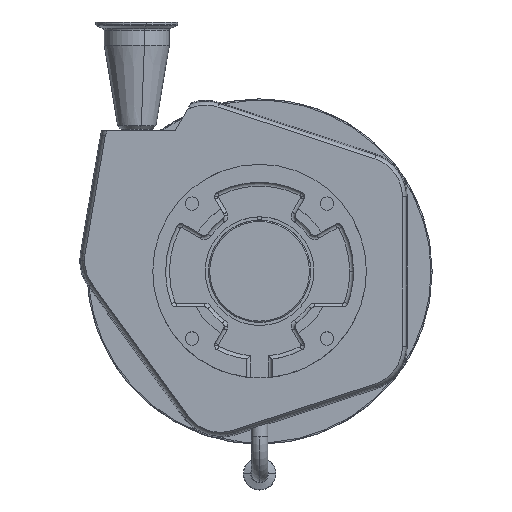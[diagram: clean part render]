
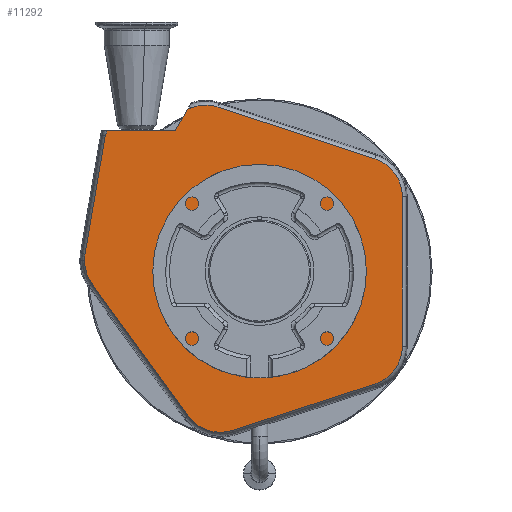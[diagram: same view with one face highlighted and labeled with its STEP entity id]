
A CAD part, top view. The second image highlights one B-rep face of the part: STEP entity #11292.
In plain terms, the highlighted planar face has unit normal (0, 0, 1).
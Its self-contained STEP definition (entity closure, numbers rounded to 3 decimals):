
#5 = VERTEX_POINT ( 'NONE', #11855 ) ;
#35 = DIRECTION ( 'NONE',  ( -1., 0., 0. ) ) ;
#109 = ORIENTED_EDGE ( 'NONE', *, *, #13875, .T. ) ;
#182 = VERTEX_POINT ( 'NONE', #6752 ) ;
#284 = CARTESIAN_POINT ( 'NONE',  ( 55., 0., -141.5 ) ) ;
#617 = CARTESIAN_POINT ( 'NONE',  ( -42.176, 98.881, -141.5 ) ) ;
#1087 = AXIS2_PLACEMENT_3D ( 'NONE', #1241, #9359, #8201 ) ;
#1235 = CIRCLE ( 'NONE', #8247, 31.169 ) ;
#1241 = CARTESIAN_POINT ( 'NONE',  ( -141.268, 339.257, -141.5 ) ) ;
#1251 = CIRCLE ( 'NONE', #13516, 31.169 ) ;
#1269 = DIRECTION ( 'NONE',  ( -0.588, 0.809, 0. ) ) ;
#1275 = CARTESIAN_POINT ( 'NONE',  ( 35.373, 106.16, -141.5 ) ) ;
#1372 = VERTEX_POINT ( 'NONE', #1640 ) ;
#1406 = DIRECTION ( 'NONE',  ( 0., 0., -1. ) ) ;
#1514 = EDGE_CURVE ( 'NONE', #2731, #1372, #1235, .T. ) ;
#1640 = CARTESIAN_POINT ( 'NONE',  ( -32.427, 128.486, -141.5 ) ) ;
#1748 = EDGE_LOOP ( 'NONE', ( #10709, #2916 ) ) ;
#1930 = AXIS2_PLACEMENT_3D ( 'NONE', #13425, #11113, #14637 ) ;
#2391 = CARTESIAN_POINT ( 'NONE',  ( 0., 110., -141.5 ) ) ;
#2456 = CIRCLE ( 'NONE', #5106, 7.141 ) ;
#2473 = CARTESIAN_POINT ( 'NONE',  ( 90.246, 88.09, -141.5 ) ) ;
#2491 = LINE ( 'NONE', #9408, #7824 ) ;
#2708 = CARTESIAN_POINT ( 'NONE',  ( 90.129, -88.128, -141.5 ) ) ;
#2731 = VERTEX_POINT ( 'NONE', #10936 ) ;
#2741 = CARTESIAN_POINT ( 'NONE',  ( 0., 0., -141.5 ) ) ;
#2889 = EDGE_CURVE ( 'NONE', #1372, #4947, #5731, .T. ) ;
#2916 = ORIENTED_EDGE ( 'NONE', *, *, #3466, .F. ) ;
#3132 = VERTEX_POINT ( 'NONE', #7621 ) ;
#3386 = CIRCLE ( 'NONE', #11809, 31.169 ) ;
#3393 = VECTOR ( 'NONE', #10306, 1000. ) ;
#3466 = EDGE_CURVE ( 'NONE', #5, #10224, #14082, .T. ) ;
#3534 = DIRECTION ( 'NONE',  ( 1., 0., 0. ) ) ;
#3570 = PLANE ( 'NONE',  #5936 ) ;
#3576 = DIRECTION ( 'NONE',  ( 0., 0., -1. ) ) ;
#3622 = DIRECTION ( 'NONE',  ( 0., 0., 1. ) ) ;
#3661 = ORIENTED_EDGE ( 'NONE', *, *, #2889, .F. ) ;
#3706 = VERTEX_POINT ( 'NONE', #14719 ) ;
#3708 = ORIENTED_EDGE ( 'NONE', *, *, #5541, .F. ) ;
#3735 = EDGE_CURVE ( 'NONE', #3706, #2731, #13606, .T. ) ;
#3747 = DIRECTION ( 'NONE',  ( 1., 0., 0. ) ) ;
#3809 = EDGE_CURVE ( 'NONE', #3132, #13294, #5938, .T. ) ;
#4212 = LINE ( 'NONE', #13625, #6637 ) ;
#4350 = ORIENTED_EDGE ( 'NONE', *, *, #3809, .F. ) ;
#4404 = CARTESIAN_POINT ( 'NONE',  ( -21.115, -124.274, -141.5 ) ) ;
#4524 = ORIENTED_EDGE ( 'NONE', *, *, #3735, .F. ) ;
#4542 = LINE ( 'NONE', #13790, #3393 ) ;
#4753 = VERTEX_POINT ( 'NONE', #5727 ) ;
#4791 = EDGE_CURVE ( 'NONE', #182, #4753, #2456, .T. ) ;
#4831 = DIRECTION ( 'NONE',  ( 1., 0., 0. ) ) ;
#4847 = EDGE_CURVE ( 'NONE', #5340, #11838, #1251, .T. ) ;
#4923 = VERTEX_POINT ( 'NONE', #9310 ) ;
#4947 = VERTEX_POINT ( 'NONE', #2473 ) ;
#5106 = AXIS2_PLACEMENT_3D ( 'NONE', #14821, #5492, #9153 ) ;
#5180 = VERTEX_POINT ( 'NONE', #7988 ) ;
#5340 = VERTEX_POINT ( 'NONE', #6015 ) ;
#5458 = CARTESIAN_POINT ( 'NONE',  ( 80.497, 58.485, -141.5 ) ) ;
#5492 = DIRECTION ( 'NONE',  ( 0., 0., -1. ) ) ;
#5495 = ORIENTED_EDGE ( 'NONE', *, *, #8302, .F. ) ;
#5539 = DIRECTION ( 'NONE',  ( 0., 0., -1. ) ) ;
#5541 = EDGE_CURVE ( 'NONE', #12204, #5180, #10356, .T. ) ;
#5727 = CARTESIAN_POINT ( 'NONE',  ( -118.603, 110., -141.5 ) ) ;
#5731 = LINE ( 'NONE', #1275, #13463 ) ;
#5746 = FACE_OUTER_BOUND ( 'NONE', #11661, .T. ) ;
#5794 = LINE ( 'NONE', #2391, #12928 ) ;
#5936 = AXIS2_PLACEMENT_3D ( 'NONE', #13869, #12817, #12953 ) ;
#5938 = CIRCLE ( 'NONE', #9808, 31.169 ) ;
#6015 = CARTESIAN_POINT ( 'NONE',  ( -136.828, 8.501, -141.5 ) ) ;
#6082 = EDGE_CURVE ( 'NONE', #13294, #6277, #6819, .T. ) ;
#6098 = DIRECTION ( 'NONE',  ( 0., 0., -1. ) ) ;
#6155 = EDGE_CURVE ( 'NONE', #10037, #3132, #2491, .T. ) ;
#6176 = CARTESIAN_POINT ( 'NONE',  ( 80.497, -58.485, -141.5 ) ) ;
#6277 = VERTEX_POINT ( 'NONE', #10729 ) ;
#6458 = EDGE_CURVE ( 'NONE', #3706, #4923, #4212, .T. ) ;
#6472 = DIRECTION ( 'NONE',  ( 1., 0., 0. ) ) ;
#6637 = VECTOR ( 'NONE', #14897, 1000. ) ;
#6748 = EDGE_CURVE ( 'NONE', #10224, #5, #8244, .T. ) ;
#6752 = CARTESIAN_POINT ( 'NONE',  ( -120.629, 106.114, -141.5 ) ) ;
#6807 = ORIENTED_EDGE ( 'NONE', *, *, #6082, .F. ) ;
#6819 = LINE ( 'NONE', #4404, #14054 ) ;
#6891 = ORIENTED_EDGE ( 'NONE', *, *, #6458, .T. ) ;
#7621 = CARTESIAN_POINT ( 'NONE',  ( 111.666, -58.485, -141.5 ) ) ;
#7824 = VECTOR ( 'NONE', #11910, 1000. ) ;
#7988 = CARTESIAN_POINT ( 'NONE',  ( -130.877, -9.817, -141.5 ) ) ;
#7991 = CARTESIAN_POINT ( 'NONE',  ( -55.966, -112.948, -141.5 ) ) ;
#8181 = FACE_BOUND ( 'NONE', #1748, .T. ) ;
#8201 = DIRECTION ( 'NONE',  ( -1., 0., 0. ) ) ;
#8244 = CIRCLE ( 'NONE', #12302, 55. ) ;
#8247 = AXIS2_PLACEMENT_3D ( 'NONE', #617, #5539, #6472 ) ;
#8302 = EDGE_CURVE ( 'NONE', #5180, #5340, #3386, .T. ) ;
#8521 = DIRECTION ( 'NONE',  ( 1., 0., 0. ) ) ;
#8576 = EDGE_CURVE ( 'NONE', #4947, #10037, #13686, .T. ) ;
#9058 = EDGE_CURVE ( 'NONE', #11838, #182, #4542, .T. ) ;
#9153 = DIRECTION ( 'NONE',  ( 1., 0., 0. ) ) ;
#9157 = DIRECTION ( 'NONE',  ( 0.95, -0.313, 0. ) ) ;
#9229 = DIRECTION ( 'NONE',  ( 1., 0., 0. ) ) ;
#9310 = CARTESIAN_POINT ( 'NONE',  ( -66., 110., -141.5 ) ) ;
#9322 = AXIS2_PLACEMENT_3D ( 'NONE', #2741, #10764, #3747 ) ;
#9359 = DIRECTION ( 'NONE',  ( 0., 0., 1. ) ) ;
#9371 = ORIENTED_EDGE ( 'NONE', *, *, #8576, .F. ) ;
#9408 = CARTESIAN_POINT ( 'NONE',  ( 111.666, -94.63, -141.5 ) ) ;
#9641 = AXIS2_PLACEMENT_3D ( 'NONE', #5458, #3576, #13874 ) ;
#9663 = EDGE_CURVE ( 'NONE', #6277, #12204, #13229, .T. ) ;
#9762 = ORIENTED_EDGE ( 'NONE', *, *, #9663, .F. ) ;
#9774 = ORIENTED_EDGE ( 'NONE', *, *, #6155, .F. ) ;
#9808 = AXIS2_PLACEMENT_3D ( 'NONE', #6176, #14438, #8521 ) ;
#10037 = VERTEX_POINT ( 'NONE', #14625 ) ;
#10224 = VERTEX_POINT ( 'NONE', #284 ) ;
#10306 = DIRECTION ( 'NONE',  ( 0.168, 0.986, 0. ) ) ;
#10356 = LINE ( 'NONE', #13846, #11652 ) ;
#10571 = CARTESIAN_POINT ( 'NONE',  ( -105.659, 8.501, -141.5 ) ) ;
#10626 = CARTESIAN_POINT ( 'NONE',  ( -105.659, 8.501, -141.5 ) ) ;
#10709 = ORIENTED_EDGE ( 'NONE', *, *, #6748, .F. ) ;
#10729 = CARTESIAN_POINT ( 'NONE',  ( -21.115, -124.274, -141.5 ) ) ;
#10764 = DIRECTION ( 'NONE',  ( 0., 0., 1. ) ) ;
#10936 = CARTESIAN_POINT ( 'NONE',  ( -54.056, 127.697, -141.5 ) ) ;
#11113 = DIRECTION ( 'NONE',  ( 0., 0., -1. ) ) ;
#11292 = ADVANCED_FACE ( 'NONE', ( #8181, #5746 ), #3570, .T. ) ;
#11323 = ORIENTED_EDGE ( 'NONE', *, *, #9058, .F. ) ;
#11405 = ORIENTED_EDGE ( 'NONE', *, *, #4791, .F. ) ;
#11539 = CARTESIAN_POINT ( 'NONE',  ( -136.384, 13.741, -141.5 ) ) ;
#11652 = VECTOR ( 'NONE', #1269, 1000. ) ;
#11661 = EDGE_LOOP ( 'NONE', ( #4524, #6891, #109, #11405, #11323, #14099, #5495, #3708, #9762, #6807, #4350, #9774, #9371, #3661, #14059 ) ) ;
#11809 = AXIS2_PLACEMENT_3D ( 'NONE', #10626, #6098, #3534 ) ;
#11838 = VERTEX_POINT ( 'NONE', #11539 ) ;
#11855 = CARTESIAN_POINT ( 'NONE',  ( -55., 0., -141.5 ) ) ;
#11910 = DIRECTION ( 'NONE',  ( 0., -1., 0. ) ) ;
#12204 = VERTEX_POINT ( 'NONE', #7991 ) ;
#12302 = AXIS2_PLACEMENT_3D ( 'NONE', #13928, #3622, #4831 ) ;
#12817 = DIRECTION ( 'NONE',  ( 0., 0., 1. ) ) ;
#12928 = VECTOR ( 'NONE', #35, 1000. ) ;
#12953 = DIRECTION ( 'NONE',  ( 1., 0., 0. ) ) ;
#13229 = CIRCLE ( 'NONE', #1930, 31.169 ) ;
#13294 = VERTEX_POINT ( 'NONE', #2708 ) ;
#13425 = CARTESIAN_POINT ( 'NONE',  ( -30.747, -94.63, -141.5 ) ) ;
#13463 = VECTOR ( 'NONE', #9157, 1000. ) ;
#13516 = AXIS2_PLACEMENT_3D ( 'NONE', #10571, #1406, #9229 ) ;
#13606 = CIRCLE ( 'NONE', #1087, 228.831 ) ;
#13625 = CARTESIAN_POINT ( 'NONE',  ( -21.354, 187.329, -141.5 ) ) ;
#13645 = DIRECTION ( 'NONE',  ( -0.951, -0.309, 0. ) ) ;
#13686 = CIRCLE ( 'NONE', #9641, 31.169 ) ;
#13790 = CARTESIAN_POINT ( 'NONE',  ( -151.359, -74.059, -141.5 ) ) ;
#13846 = CARTESIAN_POINT ( 'NONE',  ( -55.966, -112.948, -141.5 ) ) ;
#13869 = CARTESIAN_POINT ( 'NONE',  ( 0., 175., -141.5 ) ) ;
#13874 = DIRECTION ( 'NONE',  ( 1., 0., 0. ) ) ;
#13875 = EDGE_CURVE ( 'NONE', #4923, #4753, #5794, .T. ) ;
#13928 = CARTESIAN_POINT ( 'NONE',  ( 0., 0., -141.5 ) ) ;
#14054 = VECTOR ( 'NONE', #13645, 1000. ) ;
#14059 = ORIENTED_EDGE ( 'NONE', *, *, #1514, .F. ) ;
#14082 = CIRCLE ( 'NONE', #9322, 55. ) ;
#14099 = ORIENTED_EDGE ( 'NONE', *, *, #4847, .F. ) ;
#14438 = DIRECTION ( 'NONE',  ( 0., 0., -1. ) ) ;
#14625 = CARTESIAN_POINT ( 'NONE',  ( 111.666, 58.485, -141.5 ) ) ;
#14637 = DIRECTION ( 'NONE',  ( 1., 0., 0. ) ) ;
#14719 = CARTESIAN_POINT ( 'NONE',  ( -56.311, 126.782, -141.5 ) ) ;
#14821 = CARTESIAN_POINT ( 'NONE',  ( -113.59, 104.914, -141.5 ) ) ;
#14897 = DIRECTION ( 'NONE',  ( -0.5, -0.866, 0. ) ) ;
